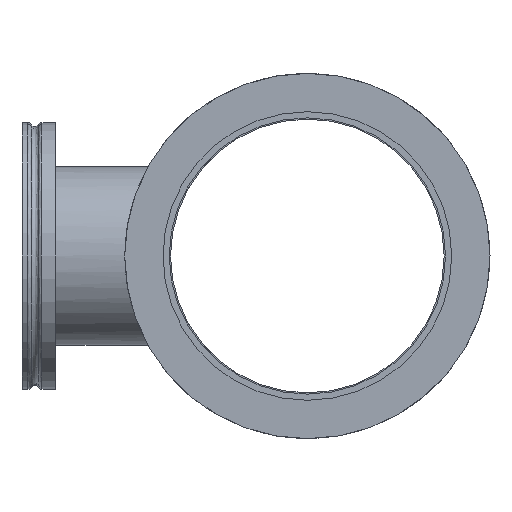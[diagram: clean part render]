
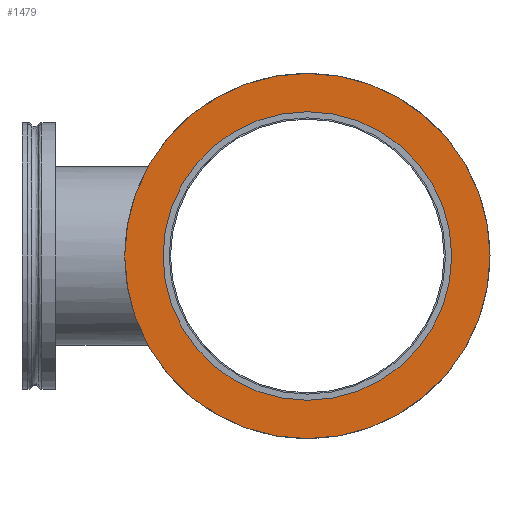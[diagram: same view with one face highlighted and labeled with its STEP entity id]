
A CAD part, left-side view. The second image highlights one B-rep face of the part: STEP entity #1479.
In plain terms, the highlighted face is planar.
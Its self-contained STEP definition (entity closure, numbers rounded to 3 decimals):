
#75 = DIRECTION ( 'NONE',  ( 0., 0., -1. ) ) ;
#121 = CIRCLE ( 'NONE', #272, 51.35 ) ;
#228 = PLANE ( 'NONE',  #847 ) ;
#261 = CARTESIAN_POINT ( 'NONE',  ( 0., 0., 0. ) ) ;
#272 = AXIS2_PLACEMENT_3D ( 'NONE', #1046, #773, #75 ) ;
#326 = ORIENTED_EDGE ( 'NONE', *, *, #2563, .T. ) ;
#435 = CARTESIAN_POINT ( 'NONE',  ( 0., 0., 0. ) ) ;
#506 = DIRECTION ( 'NONE',  ( 0., 0., 1. ) ) ;
#773 = DIRECTION ( 'NONE',  ( 0., -1., 0. ) ) ;
#847 = AXIS2_PLACEMENT_3D ( 'NONE', #261, #1993, #506 ) ;
#1031 = CARTESIAN_POINT ( 'NONE',  ( 0., 0., -65. ) ) ;
#1046 = CARTESIAN_POINT ( 'NONE',  ( 0., 0., 0. ) ) ;
#1058 = VERTEX_POINT ( 'NONE', #2483 ) ;
#1365 = ORIENTED_EDGE ( 'NONE', *, *, #2393, .T. ) ;
#1417 = CIRCLE ( 'NONE', #1655, 65. ) ;
#1479 = ADVANCED_FACE ( 'NONE', ( #3023, #1733 ), #228, .T. ) ;
#1655 = AXIS2_PLACEMENT_3D ( 'NONE', #435, #2162, #1795 ) ;
#1720 = EDGE_LOOP ( 'NONE', ( #1365 ) ) ;
#1733 = FACE_OUTER_BOUND ( 'NONE', #1720, .T. ) ;
#1761 = EDGE_LOOP ( 'NONE', ( #326 ) ) ;
#1795 = DIRECTION ( 'NONE',  ( 0., 0., -1. ) ) ;
#1993 = DIRECTION ( 'NONE',  ( 0., 1., 0. ) ) ;
#2162 = DIRECTION ( 'NONE',  ( 0., 1., 0. ) ) ;
#2393 = EDGE_CURVE ( 'NONE', #2752, #2752, #1417, .T. ) ;
#2483 = CARTESIAN_POINT ( 'NONE',  ( 0., 0., -51.35 ) ) ;
#2563 = EDGE_CURVE ( 'NONE', #1058, #1058, #121, .T. ) ;
#2752 = VERTEX_POINT ( 'NONE', #1031 ) ;
#3023 = FACE_BOUND ( 'NONE', #1761, .T. ) ;
